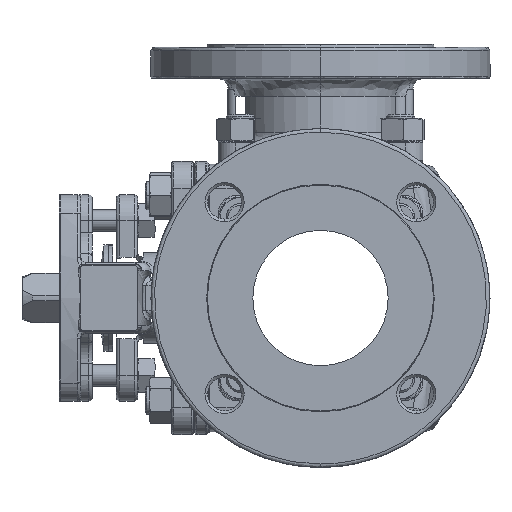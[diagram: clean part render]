
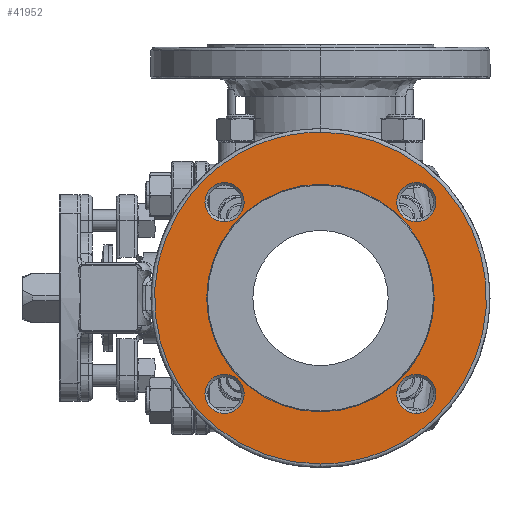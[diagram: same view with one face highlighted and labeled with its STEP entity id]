
A CAD part, left-side view. The second image highlights one B-rep face of the part: STEP entity #41952.
In plain terms, the highlighted planar face has unit normal (-1, 0, 0).
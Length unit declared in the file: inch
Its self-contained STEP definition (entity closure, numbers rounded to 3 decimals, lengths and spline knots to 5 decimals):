
#141 = EDGE_CURVE ( 'NONE', #63556, #21580, #48900, .T. ) ;
#344 = AXIS2_PLACEMENT_3D ( 'NONE', #7033, #31978, #59577 ) ;
#373 = AXIS2_PLACEMENT_3D ( 'NONE', #53815, #65160, #49284 ) ;
#851 = ORIENTED_EDGE ( 'NONE', *, *, #16765, .F. ) ;
#2186 = VERTEX_POINT ( 'NONE', #2954 ) ;
#2418 = FACE_BOUND ( 'NONE', #58426, .T. ) ;
#2954 = CARTESIAN_POINT ( 'NONE',  ( -5.54748, -2.12132, -2.55439 ) ) ;
#3621 = ORIENTED_EDGE ( 'NONE', *, *, #42463, .T. ) ;
#3801 = DIRECTION ( 'NONE',  ( 0., 0., -1. ) ) ;
#4053 = CARTESIAN_POINT ( 'NONE',  ( -5.54748, 0., -3.67126 ) ) ;
#5819 = CARTESIAN_POINT ( 'NONE',  ( -5.54748, 0., 0. ) ) ;
#5840 = EDGE_CURVE ( 'NONE', #10804, #12579, #55635, .T. ) ;
#5951 = AXIS2_PLACEMENT_3D ( 'NONE', #11989, #38709, #32118 ) ;
#6704 = CARTESIAN_POINT ( 'NONE',  ( -5.54748, 1.68825, -2.12132 ) ) ;
#7033 = CARTESIAN_POINT ( 'NONE',  ( -5.54748, 0., 0. ) ) ;
#7135 = EDGE_LOOP ( 'NONE', ( #60416, #61651 ) ) ;
#8661 = CARTESIAN_POINT ( 'NONE',  ( -5.54748, 7.34252, -3.67126 ) ) ;
#10085 = CIRCLE ( 'NONE', #14543, 0.43307 ) ;
#10804 = VERTEX_POINT ( 'NONE', #4053 ) ;
#11989 = CARTESIAN_POINT ( 'NONE',  ( -5.54748, 2.12132, -2.12132 ) ) ;
#12579 = VERTEX_POINT ( 'NONE', #22340 ) ;
#12970 = DIRECTION ( 'NONE',  ( 0., 0., 1. ) ) ;
#13380 = AXIS2_PLACEMENT_3D ( 'NONE', #35642, #20333, #3801 ) ;
#14543 = AXIS2_PLACEMENT_3D ( 'NONE', #66885, #25114, #30310 ) ;
#14605 = CIRCLE ( 'NONE', #41236, 0.43307 ) ;
#14637 = CARTESIAN_POINT ( 'NONE',  ( -5.54748, 0., 3.67126 ) ) ;
#15223 = CARTESIAN_POINT ( 'NONE',  ( -5.54748, -2.12132, 2.12132 ) ) ;
#15960 = ORIENTED_EDGE ( 'NONE', *, *, #50402, .T. ) ;
#16034 = VERTEX_POINT ( 'NONE', #22640 ) ;
#16361 = ORIENTED_EDGE ( 'NONE', *, *, #5840, .F. ) ;
#16467 = ORIENTED_EDGE ( 'NONE', *, *, #49095, .T. ) ;
#16765 = EDGE_CURVE ( 'NONE', #21580, #63556, #62759, .T. ) ;
#16786 = DIRECTION ( 'NONE',  ( 1., 0., 0. ) ) ;
#19327 = ORIENTED_EDGE ( 'NONE', *, *, #20323, .T. ) ;
#19487 = DIRECTION ( 'NONE',  ( 0., 0., 1. ) ) ;
#19513 = CARTESIAN_POINT ( 'NONE',  ( -5.54748, 0., -3.67126 ) ) ;
#20323 = EDGE_CURVE ( 'NONE', #2186, #22970, #43416, .T. ) ;
#20333 = DIRECTION ( 'NONE',  ( 1., 0., 0. ) ) ;
#20677 = DIRECTION ( 'NONE',  ( -1., 0., 0. ) ) ;
#21580 = VERTEX_POINT ( 'NONE', #67325 ) ;
#21891 = AXIS2_PLACEMENT_3D ( 'NONE', #5819, #20677, #63884 ) ;
#22340 = CARTESIAN_POINT ( 'NONE',  ( -5.54748, 0., 3.67126 ) ) ;
#22390 = EDGE_CURVE ( 'NONE', #30584, #57026, #35860, .T. ) ;
#22640 = CARTESIAN_POINT ( 'NONE',  ( -5.54748, 2.12132, 1.68825 ) ) ;
#22970 = VERTEX_POINT ( 'NONE', #32812 ) ;
#23478 = FACE_BOUND ( 'NONE', #59647, .T. ) ;
#24194 = EDGE_LOOP ( 'NONE', ( #60136, #16467 ) ) ;
#24485 =( BOUNDED_CURVE ( )  B_SPLINE_CURVE ( 3, ( #14637, #35845, #45831, #19513 ),
 .UNSPECIFIED., .F., .F. ) 
 B_SPLINE_CURVE_WITH_KNOTS ( ( 4, 4 ),
 ( 0., 1. ),
 .UNSPECIFIED. ) 
 CURVE ( )  GEOMETRIC_REPRESENTATION_ITEM ( )  RATIONAL_B_SPLINE_CURVE ( ( 1., 0.333, 0.333, 1. ) ) 
 REPRESENTATION_ITEM ( '' )  );
#25114 = DIRECTION ( 'NONE',  ( 1., 0., 0. ) ) ;
#25134 = EDGE_CURVE ( 'NONE', #52333, #39312, #32880, .T. ) ;
#25349 = EDGE_CURVE ( 'NONE', #57026, #30584, #62642, .T. ) ;
#25864 = DIRECTION ( 'NONE',  ( 1., 0., 0. ) ) ;
#26618 = CARTESIAN_POINT ( 'NONE',  ( -5.54748, -2.12132, 1.68825 ) ) ;
#26785 = AXIS2_PLACEMENT_3D ( 'NONE', #35095, #41013, #19487 ) ;
#27069 = EDGE_CURVE ( 'NONE', #12579, #10804, #24485, .T. ) ;
#29110 = CIRCLE ( 'NONE', #373, 0.43307 ) ;
#30310 = DIRECTION ( 'NONE',  ( 0., 0., 1. ) ) ;
#30584 = VERTEX_POINT ( 'NONE', #6704 ) ;
#31165 = CARTESIAN_POINT ( 'NONE',  ( -5.54748, 0., 3.67126 ) ) ;
#31978 = DIRECTION ( 'NONE',  ( -1., 0., 0. ) ) ;
#32118 = DIRECTION ( 'NONE',  ( 0., 1., 0. ) ) ;
#32812 = CARTESIAN_POINT ( 'NONE',  ( -5.54748, -2.12132, -1.68825 ) ) ;
#32880 = CIRCLE ( 'NONE', #51682, 0.43307 ) ;
#33214 = EDGE_LOOP ( 'NONE', ( #851, #65822 ) ) ;
#34587 = FACE_BOUND ( 'NONE', #24194, .T. ) ;
#35095 = CARTESIAN_POINT ( 'NONE',  ( -5.54748, 2.12132, 2.12132 ) ) ;
#35642 = CARTESIAN_POINT ( 'NONE',  ( -5.54748, 0., 0. ) ) ;
#35845 = CARTESIAN_POINT ( 'NONE',  ( -5.54748, -7.34252, 3.67126 ) ) ;
#35860 = CIRCLE ( 'NONE', #5951, 0.43307 ) ;
#36761 = ORIENTED_EDGE ( 'NONE', *, *, #27069, .F. ) ;
#38709 = DIRECTION ( 'NONE',  ( 1., 0., 0. ) ) ;
#39312 = VERTEX_POINT ( 'NONE', #26618 ) ;
#39340 = EDGE_LOOP ( 'NONE', ( #36761, #16361 ) ) ;
#40057 = CIRCLE ( 'NONE', #26785, 0.43307 ) ;
#40146 = FACE_OUTER_BOUND ( 'NONE', #39340, .T. ) ;
#41013 = DIRECTION ( 'NONE',  ( 1., 0., 0. ) ) ;
#41236 = AXIS2_PLACEMENT_3D ( 'NONE', #42542, #47344, #58048 ) ;
#41952 = ADVANCED_FACE ( 'NONE', ( #55692, #40146, #66682, #34587, #23478, #2418 ), #61165, .F. ) ;
#42463 = EDGE_CURVE ( 'NONE', #22970, #2186, #14605, .T. ) ;
#42542 = CARTESIAN_POINT ( 'NONE',  ( -5.54748, -2.12132, -2.12132 ) ) ;
#43218 = CARTESIAN_POINT ( 'NONE',  ( -5.54748, -2.12132, 2.55439 ) ) ;
#43416 = CIRCLE ( 'NONE', #61042, 0.43307 ) ;
#43916 = ORIENTED_EDGE ( 'NONE', *, *, #25134, .T. ) ;
#45831 = CARTESIAN_POINT ( 'NONE',  ( -5.54748, -7.34252, -3.67126 ) ) ;
#47062 = CARTESIAN_POINT ( 'NONE',  ( -5.54748, 0., -3.67126 ) ) ;
#47344 = DIRECTION ( 'NONE',  ( 1., 0., 0. ) ) ;
#47616 = DIRECTION ( 'NONE',  ( 0., 1., 0. ) ) ;
#47958 = CARTESIAN_POINT ( 'NONE',  ( -5.54748, 2.12132, -2.12132 ) ) ;
#48900 = CIRCLE ( 'NONE', #344, 2.51688 ) ;
#49095 = EDGE_CURVE ( 'NONE', #16034, #65318, #10085, .T. ) ;
#49284 = DIRECTION ( 'NONE',  ( 0., 0., 1. ) ) ;
#50402 = EDGE_CURVE ( 'NONE', #39312, #52333, #29110, .T. ) ;
#51682 = AXIS2_PLACEMENT_3D ( 'NONE', #15223, #52302, #66797 ) ;
#52302 = DIRECTION ( 'NONE',  ( 1., 0., 0. ) ) ;
#52333 = VERTEX_POINT ( 'NONE', #43218 ) ;
#53815 = CARTESIAN_POINT ( 'NONE',  ( -5.54748, -2.12132, 2.12132 ) ) ;
#55030 = CARTESIAN_POINT ( 'NONE',  ( -5.54748, 2.55439, -2.12132 ) ) ;
#55066 = AXIS2_PLACEMENT_3D ( 'NONE', #47958, #25864, #47616 ) ;
#55635 =( BOUNDED_CURVE ( )  B_SPLINE_CURVE ( 3, ( #47062, #8661, #62574, #31165 ),
 .UNSPECIFIED., .F., .T. ) 
 B_SPLINE_CURVE_WITH_KNOTS ( ( 4, 4 ),
 ( 0., 1. ),
 .UNSPECIFIED. ) 
 CURVE ( )  GEOMETRIC_REPRESENTATION_ITEM ( )  RATIONAL_B_SPLINE_CURVE ( ( 1., 0.333, 0.333, 1. ) ) 
 REPRESENTATION_ITEM ( '' )  );
#55692 = FACE_BOUND ( 'NONE', #33214, .T. ) ;
#57026 = VERTEX_POINT ( 'NONE', #55030 ) ;
#58048 = DIRECTION ( 'NONE',  ( 0., 0., 1. ) ) ;
#58426 = EDGE_LOOP ( 'NONE', ( #43916, #15960 ) ) ;
#59314 = CARTESIAN_POINT ( 'NONE',  ( -5.54748, 0., 2.51688 ) ) ;
#59577 = DIRECTION ( 'NONE',  ( 0., 0., -1. ) ) ;
#59647 = EDGE_LOOP ( 'NONE', ( #3621, #19327 ) ) ;
#60136 = ORIENTED_EDGE ( 'NONE', *, *, #66497, .T. ) ;
#60416 = ORIENTED_EDGE ( 'NONE', *, *, #25349, .T. ) ;
#61042 = AXIS2_PLACEMENT_3D ( 'NONE', #65214, #16786, #12970 ) ;
#61165 = PLANE ( 'NONE',  #13380 ) ;
#61651 = ORIENTED_EDGE ( 'NONE', *, *, #22390, .T. ) ;
#62574 = CARTESIAN_POINT ( 'NONE',  ( -5.54748, 7.34252, 3.67126 ) ) ;
#62642 = CIRCLE ( 'NONE', #55066, 0.43307 ) ;
#62759 = CIRCLE ( 'NONE', #21891, 2.51688 ) ;
#63556 = VERTEX_POINT ( 'NONE', #59314 ) ;
#63884 = DIRECTION ( 'NONE',  ( 0., 0., -1. ) ) ;
#64522 = CARTESIAN_POINT ( 'NONE',  ( -5.54748, 2.12132, 2.55439 ) ) ;
#65160 = DIRECTION ( 'NONE',  ( 1., 0., 0. ) ) ;
#65214 = CARTESIAN_POINT ( 'NONE',  ( -5.54748, -2.12132, -2.12132 ) ) ;
#65318 = VERTEX_POINT ( 'NONE', #64522 ) ;
#65822 = ORIENTED_EDGE ( 'NONE', *, *, #141, .F. ) ;
#66497 = EDGE_CURVE ( 'NONE', #65318, #16034, #40057, .T. ) ;
#66682 = FACE_BOUND ( 'NONE', #7135, .T. ) ;
#66797 = DIRECTION ( 'NONE',  ( 0., 0., 1. ) ) ;
#66885 = CARTESIAN_POINT ( 'NONE',  ( -5.54748, 2.12132, 2.12132 ) ) ;
#67325 = CARTESIAN_POINT ( 'NONE',  ( -5.54748, 0., -2.51688 ) ) ;
